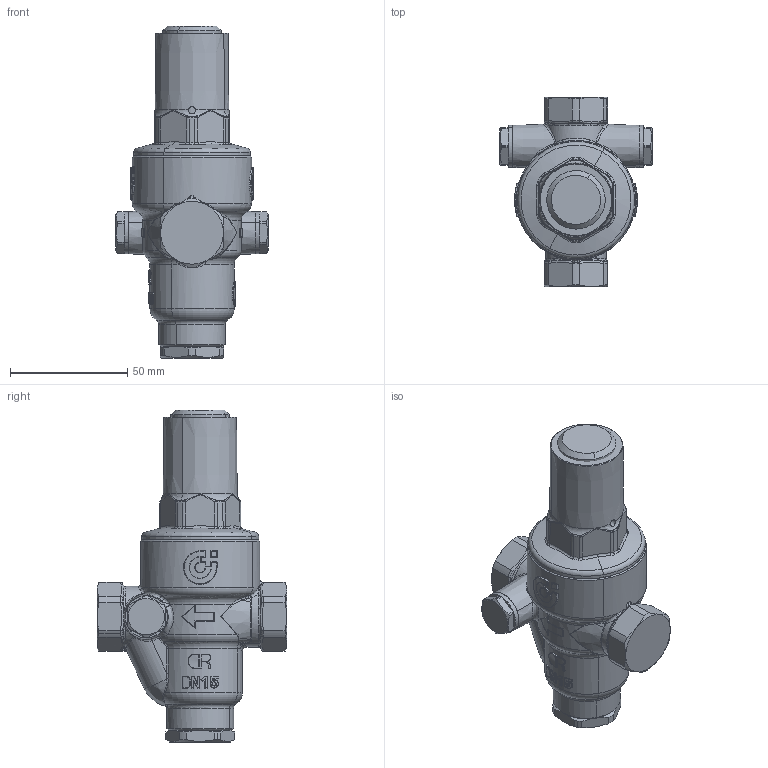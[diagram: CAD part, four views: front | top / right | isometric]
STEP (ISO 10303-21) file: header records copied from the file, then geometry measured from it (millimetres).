
FILE_DESCRIPTION(('CATIA V5 STEP Exchange'),'2;1');
FILE_NAME('STEP_536245_-_TST.stp','2017-09-26T07:04:23+00:00',('none'),('none'),'CATIA Version 5-6 Release 2014 SP5','CATIA V5 STEP AP203','none');
FILE_SCHEMA(('CONFIG_CONTROL_DESIGN'));
Length unit declared in the file: millimetre
Products named in the file (1): 536245 - TST
Bounding box: 65 x 81 x 141.8 mm (x, y, z)
Surface area: 28323.2 mm2 (no closed solid volume)
Topology: 0 solids, 26 shells, 742 faces, 1925 edges, 1143 vertices
Faces by surface type: bspline 286, cylinder 152, plane 106, torus 88, cone 64, sphere 46
Entity records: 33392 total; most frequent: CARTESIAN_POINT 19905, ORIENTED_EDGE 3443, EDGE_CURVE 1873, DIRECTION 1643, VERTEX_POINT 1143, AXIS2_PLACEMENT_3D 835, ADVANCED_FACE 742, EDGE_LOOP 742
